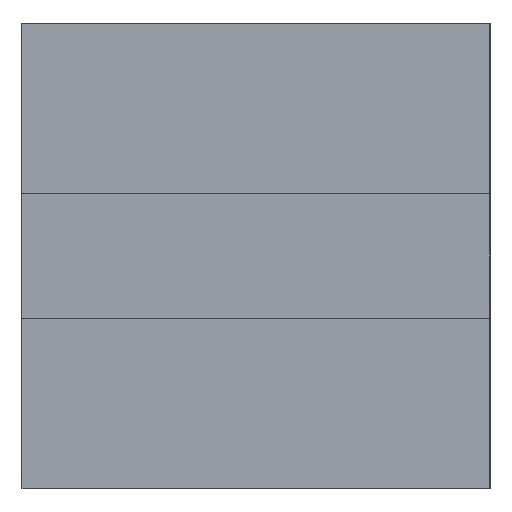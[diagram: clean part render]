
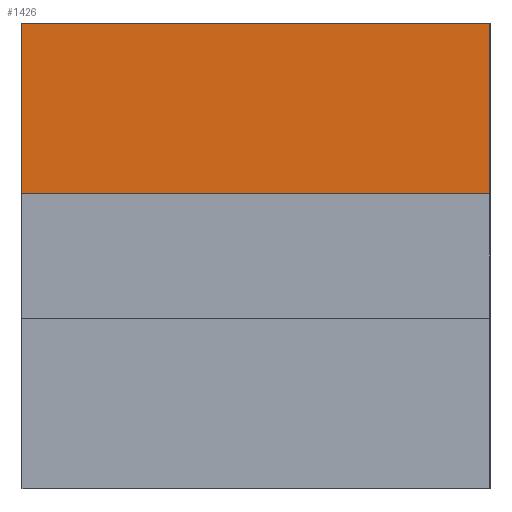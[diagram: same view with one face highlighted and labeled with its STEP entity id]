
A CAD part, front view. The second image highlights one B-rep face of the part: STEP entity #1426.
In plain terms, the highlighted planar face has unit normal (0, -1, 0).
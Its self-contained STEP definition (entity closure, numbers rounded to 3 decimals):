
#90 = DIRECTION ( 'NONE',  ( -1., 0., 0. ) ) ;
#103 = CARTESIAN_POINT ( 'NONE',  ( 0., 73., 16.288 ) ) ;
#104 = DIRECTION ( 'NONE',  ( -1., 0., 0. ) ) ;
#154 = DIRECTION ( 'NONE',  ( 0., 0., -1. ) ) ;
#219 = LINE ( 'NONE', #1374, #1153 ) ;
#252 = EDGE_CURVE ( 'NONE', #907, #1721, #219, .T. ) ;
#359 = AXIS2_PLACEMENT_3D ( 'NONE', #103, #1310, #1166 ) ;
#451 = EDGE_CURVE ( 'NONE', #1783, #907, #699, .T. ) ;
#592 = ORIENTED_EDGE ( 'NONE', *, *, #252, .T. ) ;
#699 = LINE ( 'NONE', #816, #1859 ) ;
#718 = PLANE ( 'NONE',  #359 ) ;
#781 = EDGE_LOOP ( 'NONE', ( #874, #1775, #592, #1011 ) ) ;
#816 = CARTESIAN_POINT ( 'NONE',  ( -1.865, 73., 11.751 ) ) ;
#824 = CARTESIAN_POINT ( 'NONE',  ( -4.865, 73., 11.751 ) ) ;
#840 = FACE_OUTER_BOUND ( 'NONE', #781, .T. ) ;
#868 = EDGE_CURVE ( 'NONE', #1197, #1721, #1860, .T. ) ;
#874 = ORIENTED_EDGE ( 'NONE', *, *, #1144, .F. ) ;
#907 = VERTEX_POINT ( 'NONE', #1111 ) ;
#969 = CARTESIAN_POINT ( 'NONE',  ( -4.865, 73., 6.288 ) ) ;
#1011 = ORIENTED_EDGE ( 'NONE', *, *, #868, .F. ) ;
#1031 = LINE ( 'NONE', #1621, #1343 ) ;
#1050 = VECTOR ( 'NONE', #90, 1000. ) ;
#1111 = CARTESIAN_POINT ( 'NONE',  ( -19.865, 73., 11.751 ) ) ;
#1144 = EDGE_CURVE ( 'NONE', #1783, #1197, #1031, .T. ) ;
#1153 = VECTOR ( 'NONE', #1209, 1000. ) ;
#1166 = DIRECTION ( 'NONE',  ( 0., 0., -1. ) ) ;
#1197 = VERTEX_POINT ( 'NONE', #969 ) ;
#1209 = DIRECTION ( 'NONE',  ( 0., 0., -1. ) ) ;
#1310 = DIRECTION ( 'NONE',  ( 0., -1., 0. ) ) ;
#1343 = VECTOR ( 'NONE', #154, 1000. ) ;
#1374 = CARTESIAN_POINT ( 'NONE',  ( -19.865, 73., 16.288 ) ) ;
#1384 = CARTESIAN_POINT ( 'NONE',  ( -19.865, 73., 6.288 ) ) ;
#1426 = ADVANCED_FACE ( 'NONE', ( #840 ), #718, .T. ) ;
#1621 = CARTESIAN_POINT ( 'NONE',  ( -4.865, 73., 16.288 ) ) ;
#1721 = VERTEX_POINT ( 'NONE', #1744 ) ;
#1744 = CARTESIAN_POINT ( 'NONE',  ( -19.865, 73., 6.288 ) ) ;
#1775 = ORIENTED_EDGE ( 'NONE', *, *, #451, .T. ) ;
#1783 = VERTEX_POINT ( 'NONE', #824 ) ;
#1859 = VECTOR ( 'NONE', #104, 1000. ) ;
#1860 = LINE ( 'NONE', #1384, #1050 ) ;
